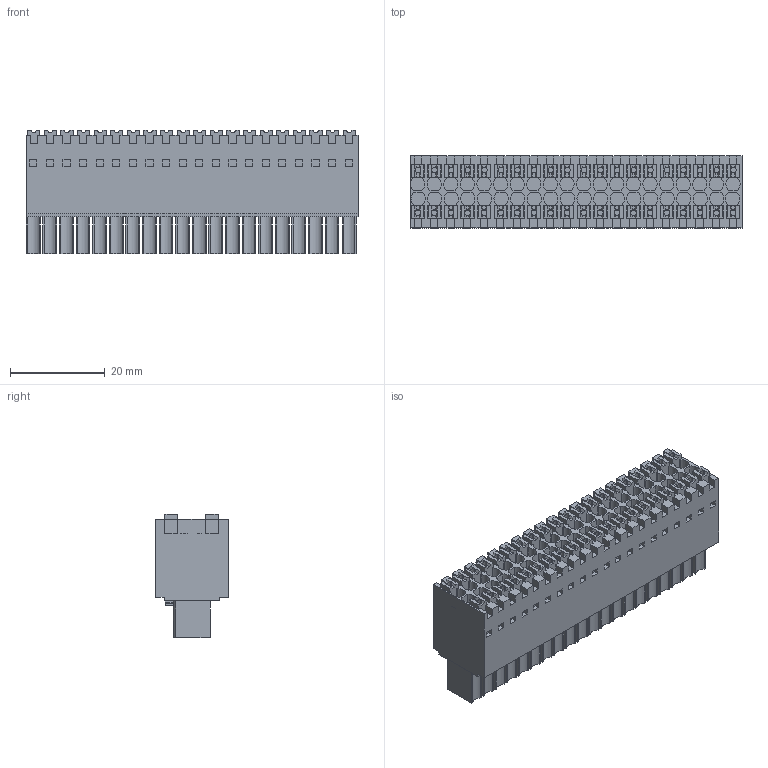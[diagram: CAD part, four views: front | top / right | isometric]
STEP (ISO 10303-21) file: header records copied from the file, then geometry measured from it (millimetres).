
FILE_DESCRIPTION(('CATIA V5 STEP Exchange','CAx-IF Rec.Pracs.--- Model Styling and Organization---1.4--- 2014-01-23'),'2;1');
FILE_NAME ('D1486109_1_2558420000_2558420000.stp','2022-08-08T12:08:35+00:00',('none'),('Weidmueller'),'CATIA Version 5-6 Release 2016 SP3 HF44','CATIA V5 STEP AP214','none');
FILE_SCHEMA(('AUTOMOTIVE_DESIGN { 1 0 10303 214 1 1 1 1 }'));
Products named in the file (1): 2558420000
Bounding box: 70 x 15.2 x 26.05 mm (x, y, z)
Volume: 20025.7 mm3; surface area: 14110.7 mm2
Topology: 41 solids, 41 shells, 2050 faces, 5724 edges, 3816 vertices
Faces by surface type: plane 1850, cylinder 200
Entity records: 60811 total; most frequent: CARTESIAN_POINT 12454, ORIENTED_EDGE 11448, DIRECTION 7530, EDGE_CURVE 5724, VECTOR 4924, LINE 4924, VERTEX_POINT 3816, EDGE_LOOP 2190
